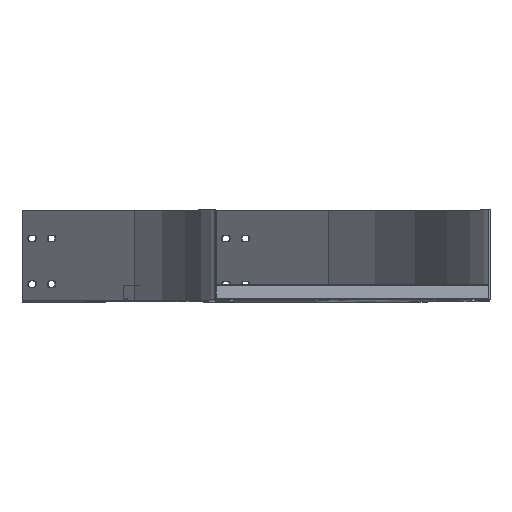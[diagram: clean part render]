
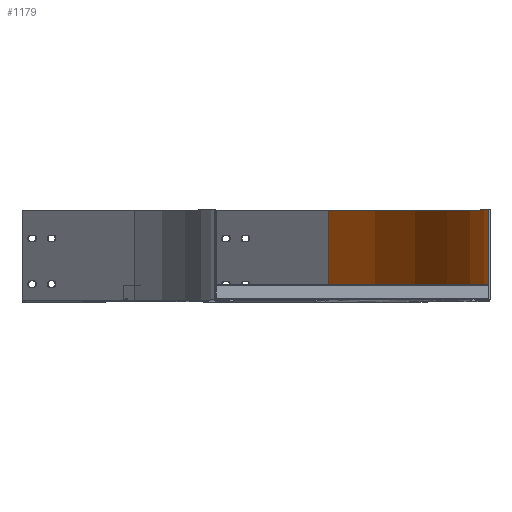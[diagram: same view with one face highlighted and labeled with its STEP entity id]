
A CAD part, top view. The second image highlights one B-rep face of the part: STEP entity #1179.
In plain terms, the highlighted cylindrical face has radius 598.8 mm (diameter 1197.6 mm), a partial arc.
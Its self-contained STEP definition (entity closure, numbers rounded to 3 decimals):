
#1 = EDGE_CURVE ( 'NONE', #5713, #5613, #3042, .T. ) ;
#4 = EDGE_CURVE ( 'NONE', #5613, #5609, #3291, .T. ) ;
#5 = EDGE_CURVE ( 'NONE', #5619, #5609, #3155, .T. ) ;
#251 = EDGE_CURVE ( 'NONE', #5713, #5619, #3034, .T. ) ;
#305 = CARTESIAN_POINT ( 'NONE',  ( 123.416, 57.07, -596.416 ) ) ;
#319 = CARTESIAN_POINT ( 'NONE',  ( 298.8, -41.13, -173. ) ) ;
#332 = CARTESIAN_POINT ( 'NONE',  ( 298.8, 57.07, -173. ) ) ;
#475 = CARTESIAN_POINT ( 'NONE',  ( 123.416, -41.13, -596.416 ) ) ;
#717 = DIRECTION ( 'NONE',  ( 0., -1., 0. ) ) ;
#719 = CARTESIAN_POINT ( 'NONE',  ( -300., -41.13, -173. ) ) ;
#722 = CARTESIAN_POINT ( 'NONE',  ( 298.8, -41.13, -173. ) ) ;
#724 = DIRECTION ( 'NONE',  ( 0., 1., 0. ) ) ;
#725 = DIRECTION ( 'NONE',  ( 0., -1., 0. ) ) ;
#726 = DIRECTION ( 'NONE',  ( 0.707, 0., 0.707 ) ) ;
#729 = CARTESIAN_POINT ( 'NONE',  ( -300., 57.07, -173. ) ) ;
#730 = DIRECTION ( 'NONE',  ( 0.707, 0., 0.707 ) ) ;
#955 = AXIS2_PLACEMENT_3D ( 'NONE', #4896, #5214, #5188 ) ;
#1179 = ADVANCED_FACE ( 'NONE', ( #4617 ), #4613, .F. ) ;
#1313 = ORIENTED_EDGE ( 'NONE', *, *, #1, .T. ) ;
#1314 = ORIENTED_EDGE ( 'NONE', *, *, #251, .F. ) ;
#1315 = ORIENTED_EDGE ( 'NONE', *, *, #5, .F. ) ;
#1316 = ORIENTED_EDGE ( 'NONE', *, *, #4, .T. ) ;
#2012 = EDGE_LOOP ( 'NONE', ( #1314, #1313, #1316, #1315 ) ) ;
#2125 = AXIS2_PLACEMENT_3D ( 'NONE', #729, #717, #730 ) ;
#2128 = AXIS2_PLACEMENT_3D ( 'NONE', #719, #725, #726 ) ;
#3034 = LINE ( 'NONE', #4113, #3065 ) ;
#3037 = VECTOR ( 'NONE', #724, 1000. ) ;
#3042 = CIRCLE ( 'NONE', #2128, 598.8 ) ;
#3065 = VECTOR ( 'NONE', #4071, 1000. ) ;
#3155 = CIRCLE ( 'NONE', #2125, 598.8 ) ;
#3291 = LINE ( 'NONE', #722, #3037 ) ;
#4071 = DIRECTION ( 'NONE',  ( 0., 1., 0. ) ) ;
#4113 = CARTESIAN_POINT ( 'NONE',  ( 123.416, -41.13, -596.416 ) ) ;
#4613 = CYLINDRICAL_SURFACE ( 'NONE', #955, 598.8 ) ;
#4617 = FACE_OUTER_BOUND ( 'NONE', #2012, .T. ) ;
#4896 = CARTESIAN_POINT ( 'NONE',  ( -300., 0., -173. ) ) ;
#5188 = DIRECTION ( 'NONE',  ( 0.707, 0., 0.707 ) ) ;
#5214 = DIRECTION ( 'NONE',  ( 0., -1., 0. ) ) ;
#5609 = VERTEX_POINT ( 'NONE', #332 ) ;
#5613 = VERTEX_POINT ( 'NONE', #319 ) ;
#5619 = VERTEX_POINT ( 'NONE', #305 ) ;
#5713 = VERTEX_POINT ( 'NONE', #475 ) ;
